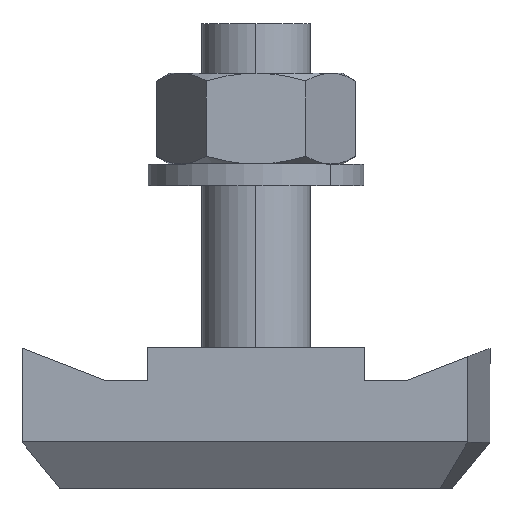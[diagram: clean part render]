
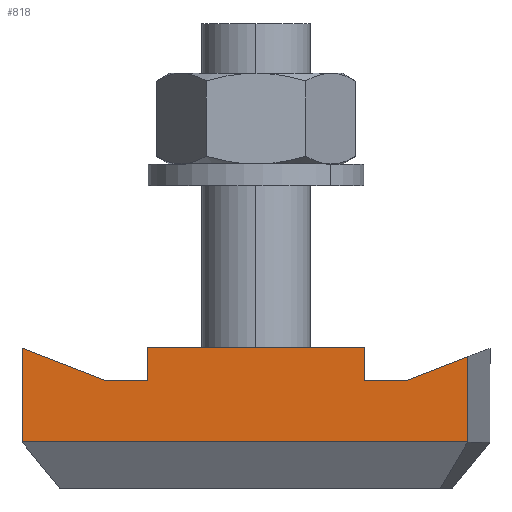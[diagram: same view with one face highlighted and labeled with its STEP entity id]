
A CAD part, top view. The second image highlights one B-rep face of the part: STEP entity #818.
In plain terms, the highlighted planar face has unit normal (0, 0, 1).
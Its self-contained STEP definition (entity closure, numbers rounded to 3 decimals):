
#10 = CARTESIAN_POINT ( 'NONE',  ( -21.65, 12.959, 6.5 ) ) ;
#18 = DIRECTION ( 'NONE',  ( 1., 0., 0. ) ) ;
#22 = LINE ( 'NONE', #612, #398 ) ;
#54 = LINE ( 'NONE', #1356, #1452 ) ;
#59 = LINE ( 'NONE', #521, #468 ) ;
#163 = EDGE_CURVE ( 'NONE', #722, #1424, #629, .T. ) ;
#208 = ORIENTED_EDGE ( 'NONE', *, *, #495, .F. ) ;
#211 = CARTESIAN_POINT ( 'NONE',  ( 85.864, 4.284, 6.5 ) ) ;
#262 = EDGE_CURVE ( 'NONE', #982, #722, #54, .T. ) ;
#280 = DIRECTION ( 'NONE',  ( -1., 0., 0. ) ) ;
#292 = CARTESIAN_POINT ( 'NONE',  ( 21.65, 12.959, 6.5 ) ) ;
#300 = DIRECTION ( 'NONE',  ( 1., 0., 0. ) ) ;
#306 = ORIENTED_EDGE ( 'NONE', *, *, #606, .F. ) ;
#334 = VERTEX_POINT ( 'NONE', #1053 ) ;
#341 = VERTEX_POINT ( 'NONE', #686 ) ;
#359 = CARTESIAN_POINT ( 'NONE',  ( -21.65, 15., 6.5 ) ) ;
#398 = VECTOR ( 'NONE', #490, 1000. ) ;
#402 = CARTESIAN_POINT ( 'NONE',  ( 10., 13., 6.5 ) ) ;
#460 = VERTEX_POINT ( 'NONE', #1299 ) ;
#468 = VECTOR ( 'NONE', #907, 1000. ) ;
#490 = DIRECTION ( 'NONE',  ( 0., -1., 0. ) ) ;
#492 = ORIENTED_EDGE ( 'NONE', *, *, #862, .F. ) ;
#495 = EDGE_CURVE ( 'NONE', #341, #1400, #1005, .T. ) ;
#521 = CARTESIAN_POINT ( 'NONE',  ( -21.65, 12.959, 6.5 ) ) ;
#541 = CARTESIAN_POINT ( 'NONE',  ( 19.591, 4.284, 6.5 ) ) ;
#551 = CARTESIAN_POINT ( 'NONE',  ( 19.591, 15., 6.5 ) ) ;
#573 = DIRECTION ( 'NONE',  ( -1., 0., 0. ) ) ;
#606 = EDGE_CURVE ( 'NONE', #1400, #1353, #1076, .T. ) ;
#608 = DIRECTION ( 'NONE',  ( 0., 0., -1. ) ) ;
#612 = CARTESIAN_POINT ( 'NONE',  ( 10., 13., 6.5 ) ) ;
#629 = LINE ( 'NONE', #1250, #1239 ) ;
#632 = CARTESIAN_POINT ( 'NONE',  ( 10., 10., 6.5 ) ) ;
#651 = VECTOR ( 'NONE', #1019, 1000. ) ;
#672 = LINE ( 'NONE', #1008, #804 ) ;
#686 = CARTESIAN_POINT ( 'NONE',  ( 19.591, 12.163, 6.5 ) ) ;
#722 = VERTEX_POINT ( 'NONE', #1297 ) ;
#781 = VECTOR ( 'NONE', #573, 1000. ) ;
#791 = CARTESIAN_POINT ( 'NONE',  ( -21.65, 4.284, 6.5 ) ) ;
#804 = VECTOR ( 'NONE', #300, 1000. ) ;
#814 = ORIENTED_EDGE ( 'NONE', *, *, #1432, .F. ) ;
#818 = ADVANCED_FACE ( 'NONE', ( #1107 ), #1227, .F. ) ;
#819 = DIRECTION ( 'NONE',  ( 0., 1., 0. ) ) ;
#834 = CARTESIAN_POINT ( 'NONE',  ( 14., 10., 6.5 ) ) ;
#851 = VECTOR ( 'NONE', #1311, 1000. ) ;
#862 = EDGE_CURVE ( 'NONE', #460, #1010, #1455, .T. ) ;
#907 = DIRECTION ( 'NONE',  ( 0.933, -0.361, 0. ) ) ;
#934 = ORIENTED_EDGE ( 'NONE', *, *, #1312, .F. ) ;
#967 = EDGE_CURVE ( 'NONE', #1067, #334, #59, .T. ) ;
#982 = VERTEX_POINT ( 'NONE', #1138 ) ;
#997 = ORIENTED_EDGE ( 'NONE', *, *, #163, .F. ) ;
#1005 = LINE ( 'NONE', #551, #1249 ) ;
#1008 = CARTESIAN_POINT ( 'NONE',  ( -14., 10., 6.5 ) ) ;
#1010 = VERTEX_POINT ( 'NONE', #834 ) ;
#1019 = DIRECTION ( 'NONE',  ( 0.933, 0.361, 0. ) ) ;
#1041 = DIRECTION ( 'NONE',  ( 0., -1., 0. ) ) ;
#1053 = CARTESIAN_POINT ( 'NONE',  ( -14., 10., 6.5 ) ) ;
#1067 = VERTEX_POINT ( 'NONE', #10 ) ;
#1076 = LINE ( 'NONE', #211, #781 ) ;
#1107 = FACE_OUTER_BOUND ( 'NONE', #1137, .T. ) ;
#1127 = EDGE_CURVE ( 'NONE', #1067, #1353, #1422, .T. ) ;
#1132 = ORIENTED_EDGE ( 'NONE', *, *, #1127, .T. ) ;
#1137 = EDGE_LOOP ( 'NONE', ( #306, #208, #814, #492, #934, #997, #1182, #1235, #1301, #1132 ) ) ;
#1138 = CARTESIAN_POINT ( 'NONE',  ( -10., 10., 6.5 ) ) ;
#1157 = VECTOR ( 'NONE', #18, 1000. ) ;
#1182 = ORIENTED_EDGE ( 'NONE', *, *, #262, .F. ) ;
#1227 = PLANE ( 'NONE',  #1498 ) ;
#1235 = ORIENTED_EDGE ( 'NONE', *, *, #1387, .F. ) ;
#1239 = VECTOR ( 'NONE', #1364, 1000. ) ;
#1249 = VECTOR ( 'NONE', #1041, 1000. ) ;
#1250 = CARTESIAN_POINT ( 'NONE',  ( -10., 13., 6.5 ) ) ;
#1297 = CARTESIAN_POINT ( 'NONE',  ( -10., 13., 6.5 ) ) ;
#1299 = CARTESIAN_POINT ( 'NONE',  ( 10., 10., 6.5 ) ) ;
#1301 = ORIENTED_EDGE ( 'NONE', *, *, #967, .F. ) ;
#1311 = DIRECTION ( 'NONE',  ( 0., -1., 0. ) ) ;
#1312 = EDGE_CURVE ( 'NONE', #1424, #460, #22, .T. ) ;
#1345 = CARTESIAN_POINT ( 'NONE',  ( -21.65, 15., 6.5 ) ) ;
#1353 = VERTEX_POINT ( 'NONE', #791 ) ;
#1356 = CARTESIAN_POINT ( 'NONE',  ( -10., 10., 6.5 ) ) ;
#1357 = LINE ( 'NONE', #292, #651 ) ;
#1364 = DIRECTION ( 'NONE',  ( 1., 0., 0. ) ) ;
#1387 = EDGE_CURVE ( 'NONE', #334, #982, #672, .T. ) ;
#1400 = VERTEX_POINT ( 'NONE', #541 ) ;
#1422 = LINE ( 'NONE', #359, #851 ) ;
#1424 = VERTEX_POINT ( 'NONE', #402 ) ;
#1432 = EDGE_CURVE ( 'NONE', #1010, #341, #1357, .T. ) ;
#1452 = VECTOR ( 'NONE', #819, 1000. ) ;
#1455 = LINE ( 'NONE', #632, #1157 ) ;
#1498 = AXIS2_PLACEMENT_3D ( 'NONE', #1345, #608, #280 ) ;
